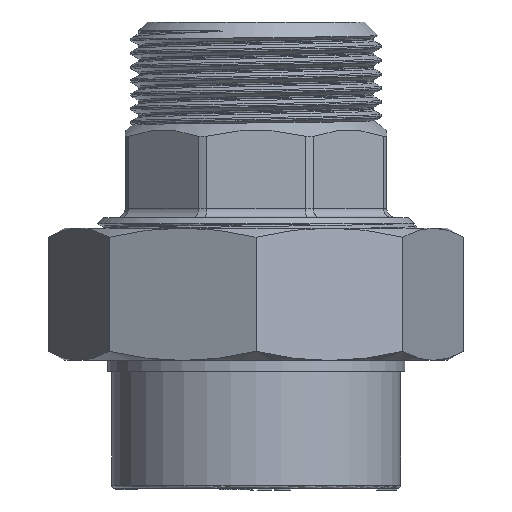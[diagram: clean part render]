
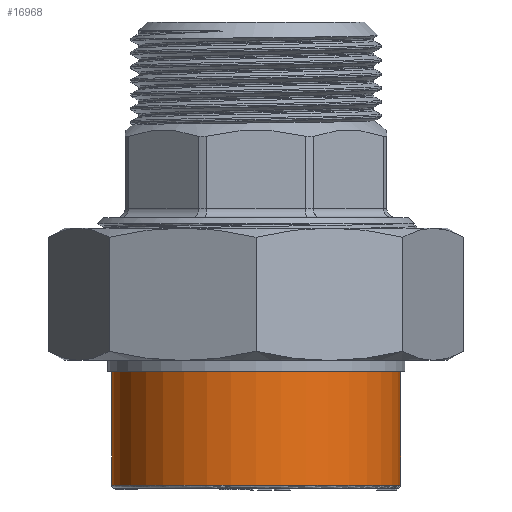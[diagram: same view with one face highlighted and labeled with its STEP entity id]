
A CAD part, left-side view. The second image highlights one B-rep face of the part: STEP entity #16968.
In plain terms, the highlighted cylindrical face has radius 24 mm (diameter 48 mm), a full revolution.
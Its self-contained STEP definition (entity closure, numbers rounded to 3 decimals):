
#1077=FACE_OUTER_BOUND('',#2003,.T.);
#2003=EDGE_LOOP('',(#12871,#12872,#12873,#12874));
#2871=CIRCLE('',#17956,24.);
#2872=CIRCLE('',#17957,24.);
#3636=LINE('',#36146,#5883);
#5883=VECTOR('',#19713,24.);
#8265=VERTEX_POINT('',#36143);
#8266=VERTEX_POINT('',#36145);
#10048=EDGE_CURVE('',#8265,#8265,#2871,.T.);
#10049=EDGE_CURVE('',#8265,#8266,#3636,.T.);
#10050=EDGE_CURVE('',#8266,#8266,#2872,.T.);
#12871=ORIENTED_EDGE('',*,*,#10048,.T.);
#12872=ORIENTED_EDGE('',*,*,#10049,.T.);
#12873=ORIENTED_EDGE('',*,*,#10050,.T.);
#12874=ORIENTED_EDGE('',*,*,#10049,.F.);
#16838=CYLINDRICAL_SURFACE('',#17955,24.);
#16968=ADVANCED_FACE('',(#1077),#16838,.T.);
#17955=AXIS2_PLACEMENT_3D('',#36142,#19709,#19710);
#17956=AXIS2_PLACEMENT_3D('',#36144,#19711,#19712);
#17957=AXIS2_PLACEMENT_3D('',#36147,#19714,#19715);
#19709=DIRECTION('center_axis',(0.,0.,
-1.));
#19710=DIRECTION('ref_axis',(1.,0.,0.));
#19711=DIRECTION('center_axis',(0.,0.,
1.));
#19712=DIRECTION('ref_axis',(1.,0.,0.));
#19713=DIRECTION('',(0.,0.,1.));
#19714=DIRECTION('center_axis',(0.,0.,
-1.));
#19715=DIRECTION('ref_axis',(1.,0.,0.));
#36142=CARTESIAN_POINT('Origin',(0.,-0.031,
-7.668));
#36143=CARTESIAN_POINT('',(-24.,-0.031,-37.168));
#36144=CARTESIAN_POINT('Origin',(0.,-0.031,
-37.168));
#36145=CARTESIAN_POINT('',(-24.,-0.031,-18.268));
#36146=CARTESIAN_POINT('',(-24.,-0.031,-7.668));
#36147=CARTESIAN_POINT('Origin',(0.,-0.031,
-18.268));
